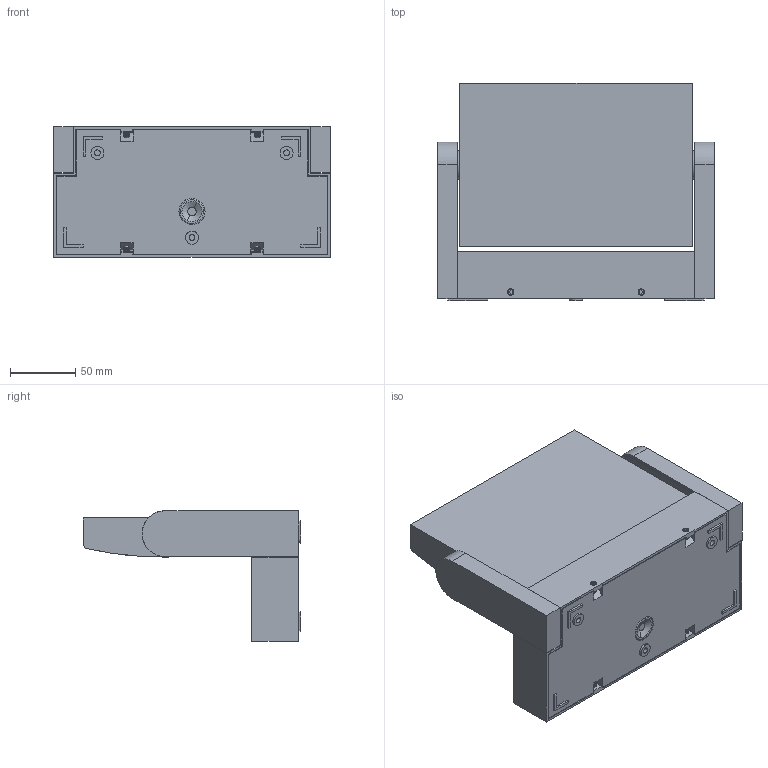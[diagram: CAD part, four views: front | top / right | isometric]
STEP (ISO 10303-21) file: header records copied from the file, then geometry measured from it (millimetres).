
FILE_DESCRIPTION(('CATIA V5 STEP Exchange'),'2;1');
FILE_NAME('GW-007.stp','2022-02-24T06:31:57+00:00',('none'),('none'),'CATIA Version 5-6 Release 2018','CATIA V5 STEP AP203','none');
FILE_SCHEMA(('CONFIG_CONTROL_DESIGN'));
Products named in the file (1): GW-007-12 装配体
Assembly tree (18 placements, depth 2):
  GW-007-12 装配体
    #57
    #6416  x2
    #20156
    #27212  x2
    #28336
    #28908
    #37331
    #42934
    #54615
    #56818
    #71172  x4
    #76817
    #77296
Bounding box: 212 x 166.5 x 100 mm (x, y, z)
Volume: 517564.1 mm3; surface area: 399262.6 mm2
Topology: 128 solids, 128 shells, 3553 faces, 8978 edges, 5487 vertices
Faces by surface type: plane 1647, cylinder 1057, bspline 368, sphere 350, cone 118, torus 13
Entity records: 77423 total; most frequent: CARTESIAN_POINT 19832, ORIENTED_EDGE 12916, DIRECTION 9379, EDGE_CURVE 6458, VERTEX_POINT 4171, VECTOR 4157, LINE 4157, AXIS2_PLACEMENT_3D 3388
